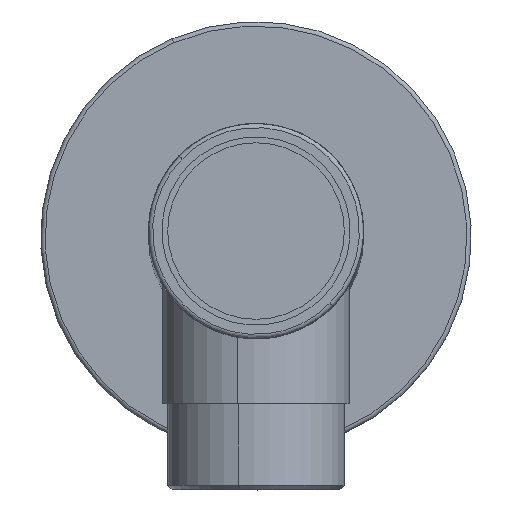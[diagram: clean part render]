
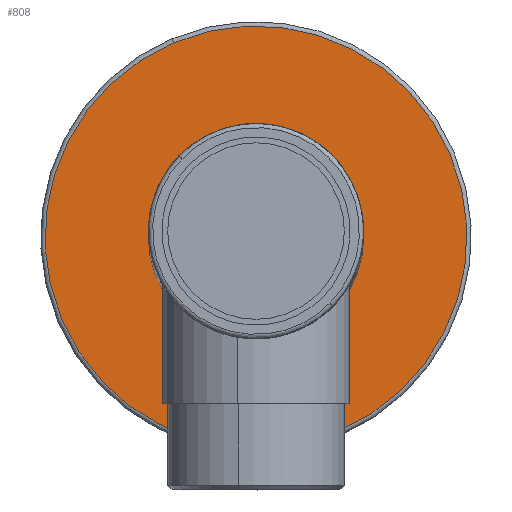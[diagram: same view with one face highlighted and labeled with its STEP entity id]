
A CAD part, top view. The second image highlights one B-rep face of the part: STEP entity #808.
In plain terms, the highlighted face is planar.
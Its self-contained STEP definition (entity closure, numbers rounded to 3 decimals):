
#48 = DIRECTION ( 'NONE',  ( 0., 0., 1. ) ) ;
#150 = CIRCLE ( 'NONE', #1527, 10.5 ) ;
#224 = FACE_BOUND ( 'NONE', #1090, .T. ) ;
#296 = DIRECTION ( 'NONE',  ( 0., 0., 1. ) ) ;
#309 = EDGE_CURVE ( 'NONE', #2467, #1756, #879, .T. ) ;
#325 = DIRECTION ( 'NONE',  ( 0., 1., 0. ) ) ;
#393 = AXIS2_PLACEMENT_3D ( 'NONE', #2201, #325, #296 ) ;
#451 = VERTEX_POINT ( 'NONE', #1297 ) ;
#514 = DIRECTION ( 'NONE',  ( 0., 1., 0. ) ) ;
#593 = ORIENTED_EDGE ( 'NONE', *, *, #1492, .F. ) ;
#703 = CARTESIAN_POINT ( 'NONE',  ( 0., 4., -10.5 ) ) ;
#712 = AXIS2_PLACEMENT_3D ( 'NONE', #1875, #1899, #1259 ) ;
#733 = AXIS2_PLACEMENT_3D ( 'NONE', #1636, #2431, #2036 ) ;
#808 = ADVANCED_FACE ( 'NONE', ( #2125, #224 ), #1065, .T. ) ;
#879 = CIRCLE ( 'NONE', #393, 24.5 ) ;
#1065 = PLANE ( 'NONE',  #2703 ) ;
#1067 = ORIENTED_EDGE ( 'NONE', *, *, #309, .T. ) ;
#1090 = EDGE_LOOP ( 'NONE', ( #1293, #593 ) ) ;
#1170 = CARTESIAN_POINT ( 'NONE',  ( 0., 4., 24.5 ) ) ;
#1259 = DIRECTION ( 'NONE',  ( 0., 0., 1. ) ) ;
#1293 = ORIENTED_EDGE ( 'NONE', *, *, #1866, .F. ) ;
#1297 = CARTESIAN_POINT ( 'NONE',  ( 0., 4., 10.5 ) ) ;
#1343 = VERTEX_POINT ( 'NONE', #703 ) ;
#1492 = EDGE_CURVE ( 'NONE', #451, #1343, #2653, .T. ) ;
#1527 = AXIS2_PLACEMENT_3D ( 'NONE', #1572, #514, #48 ) ;
#1572 = CARTESIAN_POINT ( 'NONE',  ( 0., 4., 0. ) ) ;
#1636 = CARTESIAN_POINT ( 'NONE',  ( 0., 4., 0. ) ) ;
#1708 = DIRECTION ( 'NONE',  ( 0., 1., 0. ) ) ;
#1756 = VERTEX_POINT ( 'NONE', #2557 ) ;
#1866 = EDGE_CURVE ( 'NONE', #1343, #451, #150, .T. ) ;
#1875 = CARTESIAN_POINT ( 'NONE',  ( 0., 4., 0. ) ) ;
#1888 = DIRECTION ( 'NONE',  ( 0., 0., 1. ) ) ;
#1899 = DIRECTION ( 'NONE',  ( 0., 1., 0. ) ) ;
#2036 = DIRECTION ( 'NONE',  ( 0., 0., 1. ) ) ;
#2091 = CIRCLE ( 'NONE', #712, 24.5 ) ;
#2125 = FACE_OUTER_BOUND ( 'NONE', #2586, .T. ) ;
#2148 = EDGE_CURVE ( 'NONE', #1756, #2467, #2091, .T. ) ;
#2201 = CARTESIAN_POINT ( 'NONE',  ( 0., 4., 0. ) ) ;
#2359 = ORIENTED_EDGE ( 'NONE', *, *, #2148, .T. ) ;
#2369 = CARTESIAN_POINT ( 'NONE',  ( 0., 4., 0. ) ) ;
#2431 = DIRECTION ( 'NONE',  ( 0., 1., 0. ) ) ;
#2467 = VERTEX_POINT ( 'NONE', #1170 ) ;
#2557 = CARTESIAN_POINT ( 'NONE',  ( 0., 4., -24.5 ) ) ;
#2586 = EDGE_LOOP ( 'NONE', ( #1067, #2359 ) ) ;
#2653 = CIRCLE ( 'NONE', #733, 10.5 ) ;
#2703 = AXIS2_PLACEMENT_3D ( 'NONE', #2369, #1708, #1888 ) ;
